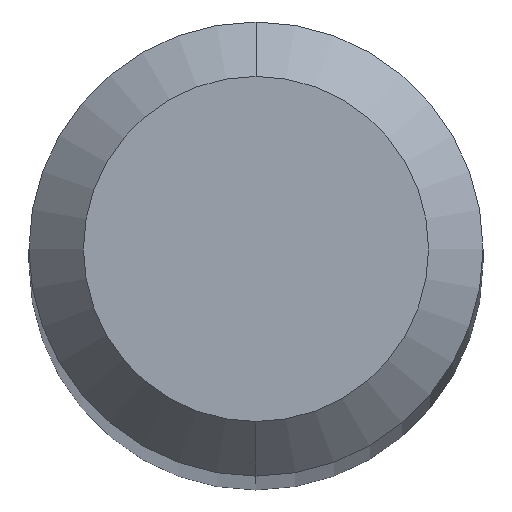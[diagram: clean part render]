
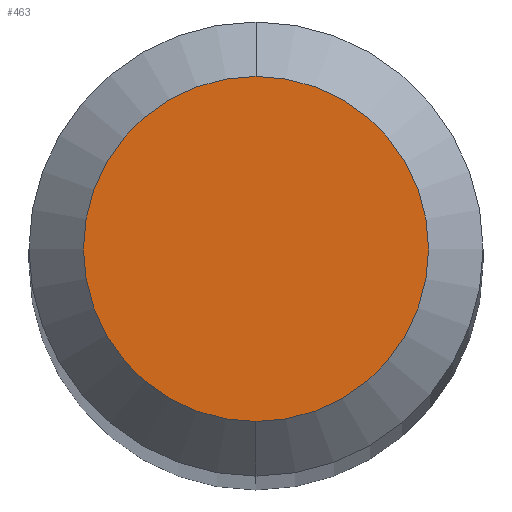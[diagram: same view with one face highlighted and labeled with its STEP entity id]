
A CAD part, top view. The second image highlights one B-rep face of the part: STEP entity #463.
In plain terms, the highlighted planar face has unit normal (0, 0, 1).
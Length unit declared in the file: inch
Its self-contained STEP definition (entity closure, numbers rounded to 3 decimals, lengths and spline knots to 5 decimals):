
#17 = EDGE_CURVE ( 'NONE', #246, #140, #280, .T. ) ;
#21 = CARTESIAN_POINT ( 'NONE',  ( 0., 0.0475, 0. ) ) ;
#22 = DIRECTION ( 'NONE',  ( 0., -1., 0. ) ) ;
#42 = AXIS2_PLACEMENT_3D ( 'NONE', #462, #287, #84 ) ;
#59 = CARTESIAN_POINT ( 'NONE',  ( 0., -0.0475, 0. ) ) ;
#76 = EDGE_CURVE ( 'NONE', #140, #246, #294, .T. ) ;
#84 = DIRECTION ( 'NONE',  ( 0., -1., 0. ) ) ;
#101 = CARTESIAN_POINT ( 'NONE',  ( 0., 0.0475, 0. ) ) ;
#110 = DIRECTION ( 'NONE',  ( 0., 0., -1. ) ) ;
#126 = CARTESIAN_POINT ( 'NONE',  ( 0., 0., 0. ) ) ;
#140 = VERTEX_POINT ( 'NONE', #59 ) ;
#229 = AXIS2_PLACEMENT_3D ( 'NONE', #101, #110, #478 ) ;
#246 = VERTEX_POINT ( 'NONE', #21 ) ;
#280 = CIRCLE ( 'NONE', #42, 0.0475 ) ;
#287 = DIRECTION ( 'NONE',  ( 0., 0., 1. ) ) ;
#294 = CIRCLE ( 'NONE', #370, 0.0475 ) ;
#341 = ORIENTED_EDGE ( 'NONE', *, *, #17, .T. ) ;
#370 = AXIS2_PLACEMENT_3D ( 'NONE', #126, #406, #22 ) ;
#406 = DIRECTION ( 'NONE',  ( 0., 0., 1. ) ) ;
#433 = FACE_OUTER_BOUND ( 'NONE', #565, .T. ) ;
#462 = CARTESIAN_POINT ( 'NONE',  ( 0., 0., 0. ) ) ;
#463 = ADVANCED_FACE ( 'NONE', ( #433 ), #468, .F. ) ;
#467 = ORIENTED_EDGE ( 'NONE', *, *, #76, .T. ) ;
#468 = PLANE ( 'NONE',  #229 ) ;
#478 = DIRECTION ( 'NONE',  ( 0., 1., 0. ) ) ;
#565 = EDGE_LOOP ( 'NONE', ( #341, #467 ) ) ;
